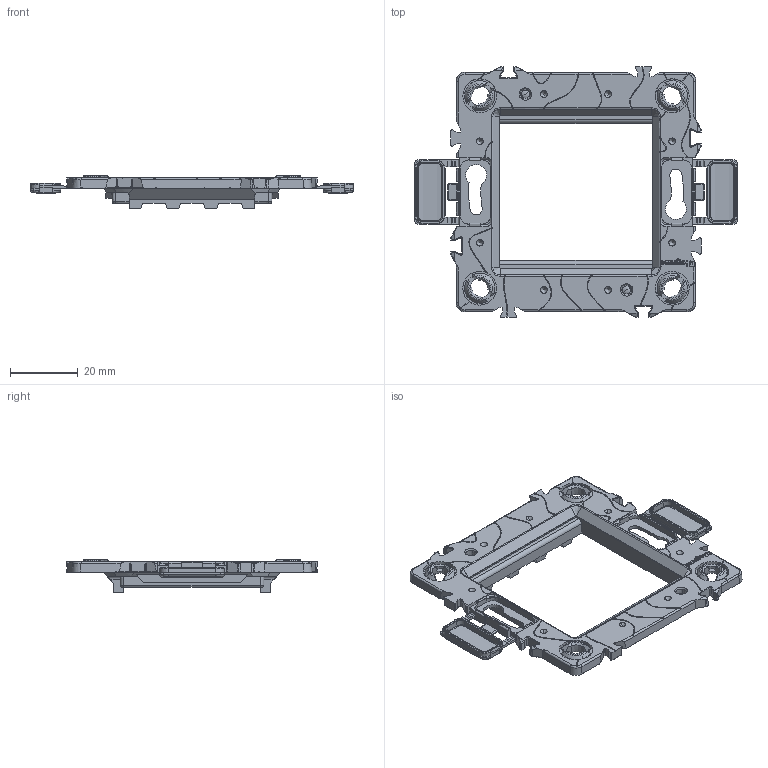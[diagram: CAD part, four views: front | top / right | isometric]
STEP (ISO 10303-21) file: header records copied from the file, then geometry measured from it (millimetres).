
FILE_DESCRIPTION(('CATIA V5 STEP Exchange','CAx-IF Rec.Pracs.--- Model Styling and Organization---1.5--- 2016-08-15','CAx-IF Rec.Pracs.---Supplemental Geometry---1.0---2011-11-01','CAx-IF Rec.Pracs.--- Composite Materials ---1.1---2010-07-15'),'2;1');
FILE_NAME('576021.stp','2022-04-13T09:45:37+00:00',('none'),('none'),'CATIA Version 5-6 Release 2020 SP3','CATIA V5 STEP AP214 v2','none');
FILE_SCHEMA(('AUTOMOTIVE_DESIGN { 1 0 10303 214 1 1 1 1 }'));
Products named in the file (1): 576021
Bounding box: 95.6 x 74.21 x 9.7 mm (x, y, z)
Volume: 9718.4 mm3; surface area: 11436.1 mm2
Topology: 1 solids, 1 shells, 1741 faces, 4871 edges, 3148 vertices
Faces by surface type: plane 942, cylinder 247, cone 216, bspline 168, extrusion 84, torus 68, sphere 16
Entity records: 66064 total; most frequent: CARTESIAN_POINT 26359, ORIENTED_EDGE 9702, DIRECTION 5729, EDGE_CURVE 4851, VERTEX_POINT 3148, VECTOR 2715, LINE 2631, AXIS2_PLACEMENT_3D 1823
